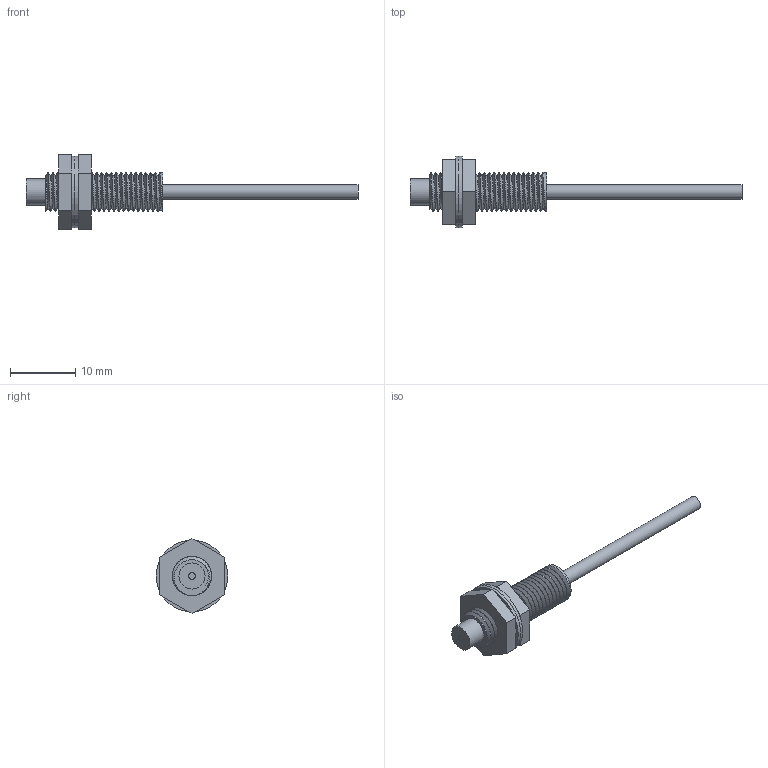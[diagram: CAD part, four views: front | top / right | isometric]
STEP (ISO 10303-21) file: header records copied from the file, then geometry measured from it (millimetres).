
FILE_DESCRIPTION(/* description */ (''),/* implementation_level */ '2;1');
FILE_NAME(/* name */ 'EX-T61HT.stp',/* time_stamp */ '2023-04-10T10:40:13+08:00',/* author */ (''),/* organization */ (''),/* preprocessor_version */ 'ST-DEVELOPER v16.7',/* originating_system */ 'SIEMENS PLM Software NX 12.0',/* authorisation */ '');
FILE_SCHEMA (('AUTOMOTIVE_DESIGN { 1 0 10303 214 3 1 1 1 }'));
Length unit declared in the file: millimetre
Products named in the file (1): EX-T61HT
Bounding box: 51 x 11 x 11.55 mm (x, y, z)
Volume: 963.8 mm3; surface area: 1772 mm2
Topology: 7 solids, 7 shells, 37 faces, 66 edges, 44 vertices
Faces by surface type: plane 28, cylinder 7, bspline 2
Full cylindrical faces by diameter (mm): 1 x1, 2.2 x1, 4 x1, 11 x2
Entity records: 7830 total; most frequent: CARTESIAN_POINT 7075, DIRECTION 137, ORIENTED_EDGE 122, EDGE_CURVE 61, AXIS2_PLACEMENT_3D 49, VERTEX_POINT 44, EDGE_LOOP 43, LINE 39
